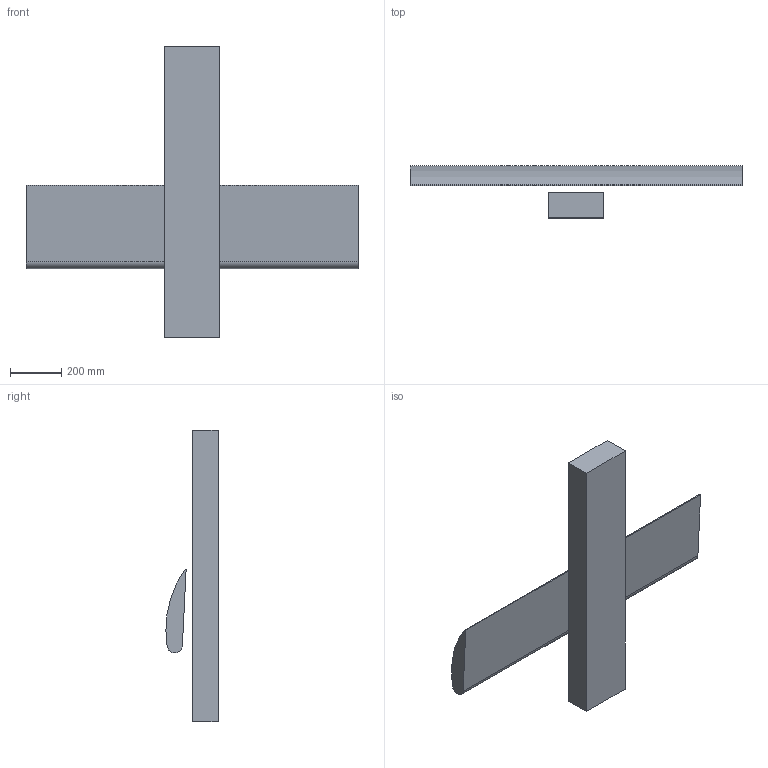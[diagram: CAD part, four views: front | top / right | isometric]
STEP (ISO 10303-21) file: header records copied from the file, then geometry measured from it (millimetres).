
FILE_DESCRIPTION (( 'STEP AP214' ), '1' );
FILE_NAME ('Ensamblaje2.STEP', '2018-11-16T19:00:58', ( '' ), ( '' ), 'SwSTEP 2.0', 'SolidWorks 2018', '' );
FILE_SCHEMA (( 'AUTOMOTIVE_DESIGN' ));
Length unit declared in the file: millimetre
Products named in the file (3): Pieza4^Ensamblaje2; Ensamblaje2; Pieza5^Ensamblaje2
Assembly tree (2 placements, depth 2):
  Ensamblaje2
    Pieza4^Ensamblaje2
    Pieza5^Ensamblaje2
Bounding box: 1300 x 204.74 x 1142.02 mm (x, y, z)
Volume: 46858068.6 mm3; surface area: 1723106.1 mm2
Topology: 2 solids, 2 shells, 12 faces, 24 edges, 16 vertices
Faces by surface type: plane 10, cylinder 2
Entity records: 422 total; most frequent: DIRECTION 62, CARTESIAN_POINT 57, ORIENTED_EDGE 48, EDGE_CURVE 24, AXIS2_PLACEMENT_3D 21, VECTOR 20, LINE 20, VERTEX_POINT 16
